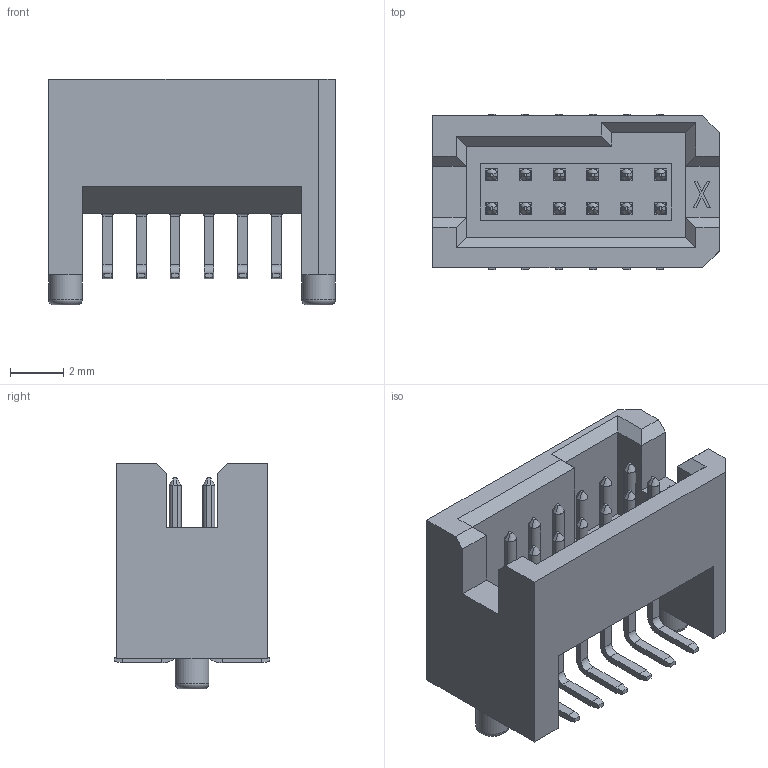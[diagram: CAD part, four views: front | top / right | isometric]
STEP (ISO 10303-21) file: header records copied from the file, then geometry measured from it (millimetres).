
FILE_DESCRIPTION( ('This file contains a STEP AP42 implementation' ,'as created by ZW3D STEP Interface translator.') ,'2;1' );
FILE_NAME( '3601-P012-B12MXXR01.stp' ,'24 415.115334', (''), ('ZWCAD Software Co.'), 'Version 1.0', 'ZW3D to STEP translator', '' );
FILE_SCHEMA(('AUTOMOTIVE_DESIGN { 1 0 10303 214 1 1 1 1 }'));
Length unit declared in the file: millimetre
Products named in the file (2): 0; 3601-P012-B12MXXR01
Bounding box: 10.8 x 5.84 x 8.51 mm (x, y, z)
Volume: 207.2 mm3; surface area: 560.3 mm2
Topology: 1 solids, 5 shells, 566 faces, 1353 edges, 824 vertices
Faces by surface type: plane 412, cylinder 128, bspline 24, torus 2
Full cylindrical faces by diameter (mm): 1.27 x2
Entity records: 17415 total; most frequent: CARTESIAN_POINT 4080, ORIENTED_EDGE 2706, DIRECTION 2453, EDGE_CURVE 1353, VECTOR 1035, LINE 1035, VERTEX_POINT 824, AXIS2_PLACEMENT_3D 709
